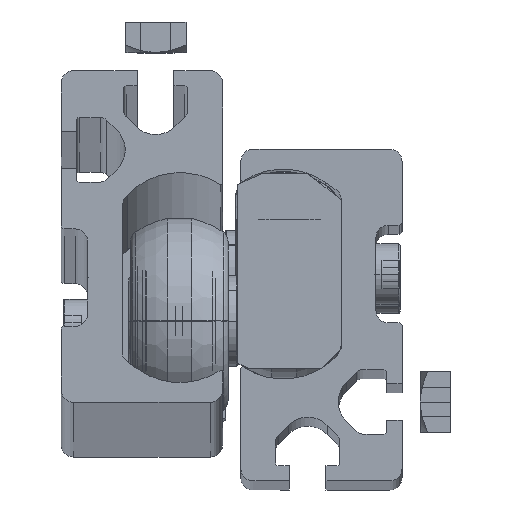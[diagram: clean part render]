
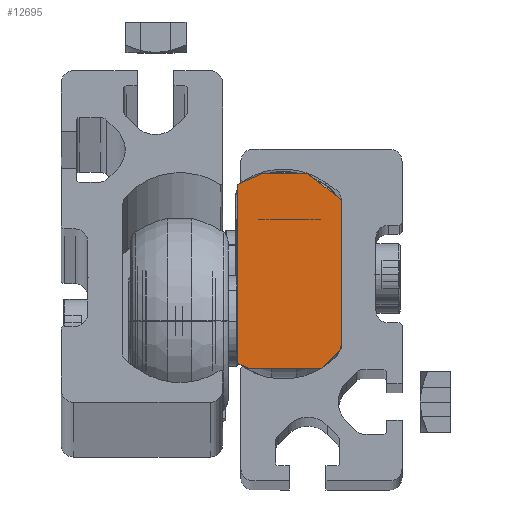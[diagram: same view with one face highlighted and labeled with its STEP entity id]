
A CAD part, top view. The second image highlights one B-rep face of the part: STEP entity #12695.
In plain terms, the highlighted face is planar.
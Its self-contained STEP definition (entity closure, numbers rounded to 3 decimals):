
#15 = PLANE ( 'NONE',  #15011 ) ;
#158 = ORIENTED_EDGE ( 'NONE', *, *, #7489, .T. ) ;
#348 = CARTESIAN_POINT ( 'NONE',  ( -19., 16.5, 3. ) ) ;
#933 = DIRECTION ( 'NONE',  ( 0., -0.707, -0.707 ) ) ;
#1136 = DIRECTION ( 'NONE',  ( 0., -0.423, 0.906 ) ) ;
#1255 = CARTESIAN_POINT ( 'NONE',  ( -19., -12.2, 8.5 ) ) ;
#1335 = DIRECTION ( 'NONE',  ( 0., 1., 0. ) ) ;
#1608 = VECTOR ( 'NONE', #5258, 1000. ) ;
#1816 = LINE ( 'NONE', #7964, #4192 ) ;
#2069 = ORIENTED_EDGE ( 'NONE', *, *, #6225, .T. ) ;
#2140 = LINE ( 'NONE', #11826, #1608 ) ;
#2598 = CARTESIAN_POINT ( 'NONE',  ( -19., -14.661, -8.5 ) ) ;
#3184 = ORIENTED_EDGE ( 'NONE', *, *, #16733, .T. ) ;
#3274 = DIRECTION ( 'NONE',  ( 0., 0., -1. ) ) ;
#4192 = VECTOR ( 'NONE', #3274, 1000. ) ;
#4585 = DIRECTION ( 'NONE',  ( 0., 0., 1. ) ) ;
#4732 = VERTEX_POINT ( 'NONE', #4765 ) ;
#4765 = CARTESIAN_POINT ( 'NONE',  ( -19., -14.661, -8.5 ) ) ;
#5120 = EDGE_CURVE ( 'NONE', #8683, #13933, #10373, .T. ) ;
#5258 = DIRECTION ( 'NONE',  ( 0., -0.423, -0.906 ) ) ;
#5376 = VERTEX_POINT ( 'NONE', #14491 ) ;
#5789 = ORIENTED_EDGE ( 'NONE', *, *, #7413, .F. ) ;
#6225 = EDGE_CURVE ( 'NONE', #4732, #5376, #18508, .T. ) ;
#6334 = CARTESIAN_POINT ( 'NONE',  ( -19., 1.5, 22.2 ) ) ;
#6534 = VECTOR ( 'NONE', #4585, 1000. ) ;
#6747 = VERTEX_POINT ( 'NONE', #17395 ) ;
#6982 = VERTEX_POINT ( 'NONE', #1255 ) ;
#7262 = CARTESIAN_POINT ( 'NONE',  ( -19., 14.681, -8.5 ) ) ;
#7281 = VECTOR ( 'NONE', #15719, 1000. ) ;
#7413 = EDGE_CURVE ( 'NONE', #6982, #6747, #8949, .T. ) ;
#7489 = EDGE_CURVE ( 'NONE', #6982, #8683, #12482, .T. ) ;
#7690 = VERTEX_POINT ( 'NONE', #7262 ) ;
#7888 = CARTESIAN_POINT ( 'NONE',  ( -19., -12.2, 8.5 ) ) ;
#7910 = FACE_OUTER_BOUND ( 'NONE', #17969, .T. ) ;
#7964 = CARTESIAN_POINT ( 'NONE',  ( -19., -15.5, 5.2 ) ) ;
#8200 = EDGE_CURVE ( 'NONE', #9885, #13933, #15326, .T. ) ;
#8384 = VECTOR ( 'NONE', #933, 1000. ) ;
#8683 = VERTEX_POINT ( 'NONE', #18517 ) ;
#8731 = CARTESIAN_POINT ( 'NONE',  ( -19., -12.2, 8.5 ) ) ;
#8902 = CARTESIAN_POINT ( 'NONE',  ( -19., 12.203, 8.5 ) ) ;
#8949 = LINE ( 'NONE', #8731, #8384 ) ;
#9373 = CARTESIAN_POINT ( 'NONE',  ( -19., 14.681, -8.5 ) ) ;
#9885 = VERTEX_POINT ( 'NONE', #13437 ) ;
#10373 = LINE ( 'NONE', #8902, #16852 ) ;
#11826 = CARTESIAN_POINT ( 'NONE',  ( -19., 16.5, -4.6 ) ) ;
#12482 = LINE ( 'NONE', #7888, #17347 ) ;
#12695 = ADVANCED_FACE ( 'NONE', ( #7910 ), #15, .T. ) ;
#12702 = DIRECTION ( 'NONE',  ( -1., 0., 0. ) ) ;
#13437 = CARTESIAN_POINT ( 'NONE',  ( -19., 16.5, -4.6 ) ) ;
#13555 = ORIENTED_EDGE ( 'NONE', *, *, #16276, .T. ) ;
#13933 = VERTEX_POINT ( 'NONE', #348 ) ;
#14146 = LINE ( 'NONE', #9373, #7281 ) ;
#14337 = ORIENTED_EDGE ( 'NONE', *, *, #5120, .T. ) ;
#14491 = CARTESIAN_POINT ( 'NONE',  ( -19., -15.5, -6.7 ) ) ;
#15011 = AXIS2_PLACEMENT_3D ( 'NONE', #6334, #12702, #19049 ) ;
#15326 = LINE ( 'NONE', #16881, #6534 ) ;
#15719 = DIRECTION ( 'NONE',  ( 0., -1., 0. ) ) ;
#16276 = EDGE_CURVE ( 'NONE', #9885, #7690, #2140, .T. ) ;
#16418 = ORIENTED_EDGE ( 'NONE', *, *, #8200, .F. ) ;
#16733 = EDGE_CURVE ( 'NONE', #7690, #4732, #14146, .T. ) ;
#16852 = VECTOR ( 'NONE', #20041, 1000. ) ;
#16881 = CARTESIAN_POINT ( 'NONE',  ( -19., 16.5, -4.6 ) ) ;
#17347 = VECTOR ( 'NONE', #1335, 1000. ) ;
#17395 = CARTESIAN_POINT ( 'NONE',  ( -19., -15.5, 5.2 ) ) ;
#17969 = EDGE_LOOP ( 'NONE', ( #14337, #16418, #13555, #3184, #2069, #20348, #5789, #158 ) ) ;
#18508 = LINE ( 'NONE', #2598, #19206 ) ;
#18517 = CARTESIAN_POINT ( 'NONE',  ( -19., 12.203, 8.5 ) ) ;
#19049 = DIRECTION ( 'NONE',  ( 0., 0., 1. ) ) ;
#19206 = VECTOR ( 'NONE', #1136, 1000. ) ;
#19752 = EDGE_CURVE ( 'NONE', #6747, #5376, #1816, .T. ) ;
#20041 = DIRECTION ( 'NONE',  ( 0., 0.616, -0.788 ) ) ;
#20348 = ORIENTED_EDGE ( 'NONE', *, *, #19752, .F. ) ;
